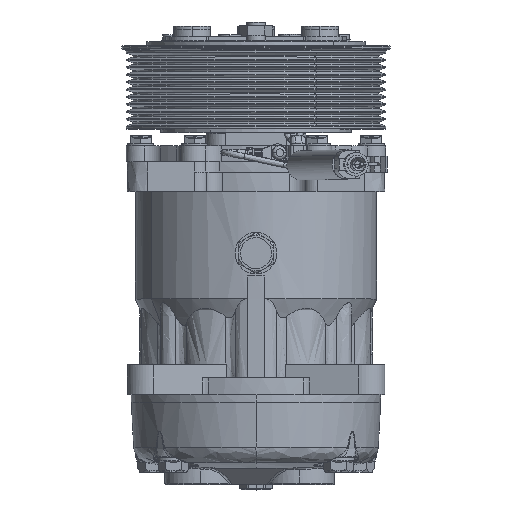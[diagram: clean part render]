
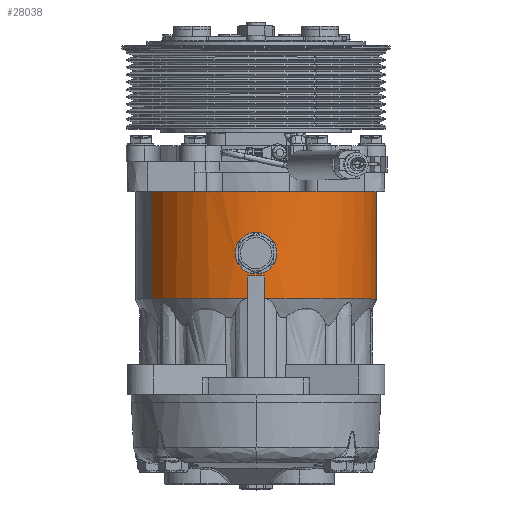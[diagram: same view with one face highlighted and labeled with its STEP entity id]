
A CAD part, top view. The second image highlights one B-rep face of the part: STEP entity #28038.
In plain terms, the highlighted cylindrical face has radius 58 mm (diameter 116 mm), a partial arc.
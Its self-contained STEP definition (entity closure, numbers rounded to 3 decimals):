
#23466=CARTESIAN_POINT('Vertex',(55.649,-60.85,-16.345)) ;
#23470=CARTESIAN_POINT('Control Point',(55.649,-60.85,-16.345)) ;
#23471=CARTESIAN_POINT('Control Point',(54.872,-60.85,-18.993)) ;
#23472=CARTESIAN_POINT('Control Point',(53.936,-60.85,-21.595)) ;
#23473=CARTESIAN_POINT('Control Point',(52.847,-60.85,-24.138)) ;
#23474=CARTESIAN_POINT('Control Point',(51.609,-60.85,-26.61)) ;
#23475=CARTESIAN_POINT('Control Point',(50.229,-60.85,-29.)) ;
#23476=CARTESIAN_POINT('Vertex',(50.229,-60.85,-29.)) ;
#23732=CARTESIAN_POINT('Axis2P3D Location',(0.,-46.5,0.)) ;
#23737=CARTESIAN_POINT('Axis2P3D Location',(0.,-60.85,0.)) ;
#23741=CARTESIAN_POINT('Vertex',(55.649,-60.85,16.345)) ;
#23885=CARTESIAN_POINT('Vertex',(16.345,-60.85,55.649)) ;
#23889=CARTESIAN_POINT('Control Point',(55.649,-60.85,16.345)) ;
#23890=CARTESIAN_POINT('Control Point',(54.072,-60.85,21.714)) ;
#23891=CARTESIAN_POINT('Control Point',(51.847,-60.85,26.894)) ;
#23892=CARTESIAN_POINT('Control Point',(49.005,-60.85,31.779)) ;
#23893=CARTESIAN_POINT('Control Point',(42.2,-60.85,40.767)) ;
#23894=CARTESIAN_POINT('Control Point',(33.452,-60.85,47.879)) ;
#23895=CARTESIAN_POINT('Control Point',(28.668,-60.85,50.888)) ;
#23896=CARTESIAN_POINT('Control Point',(23.204,-60.85,53.462)) ;
#23897=CARTESIAN_POINT('Control Point',(17.495,-60.85,55.301)) ;
#23898=CARTESIAN_POINT('Control Point',(17.113,-60.85,55.42)) ;
#23899=CARTESIAN_POINT('Control Point',(16.729,-60.85,55.536)) ;
#23900=CARTESIAN_POINT('Control Point',(16.345,-60.85,55.649)) ;
#24486=CARTESIAN_POINT('Axis2P3D Location',(0.,-60.85,0.)) ;
#24490=CARTESIAN_POINT('Vertex',(-16.345,-60.85,55.649)) ;
#25000=CARTESIAN_POINT('Vertex',(-50.229,-60.85,29.)) ;
#25004=CARTESIAN_POINT('Control Point',(-50.229,-60.85,29.)) ;
#25005=CARTESIAN_POINT('Control Point',(-47.431,-60.85,33.847)) ;
#25006=CARTESIAN_POINT('Control Point',(-44.049,-60.85,38.356)) ;
#25007=CARTESIAN_POINT('Control Point',(-40.135,-60.85,42.433)) ;
#25008=CARTESIAN_POINT('Control Point',(-33.244,-60.85,48.061)) ;
#25009=CARTESIAN_POINT('Control Point',(-25.452,-60.85,52.268)) ;
#25010=CARTESIAN_POINT('Control Point',(-22.493,-60.85,53.608)) ;
#25011=CARTESIAN_POINT('Control Point',(-19.451,-60.85,54.737)) ;
#25012=CARTESIAN_POINT('Control Point',(-16.345,-60.85,55.649)) ;
#27916=CARTESIAN_POINT('Line Origine',(-50.229,-46.5,29.)) ;
#27920=CARTESIAN_POINT('Vertex',(-50.229,-112.5,29.)) ;
#27923=CARTESIAN_POINT('Line Origine',(50.229,-46.5,-29.)) ;
#27927=CARTESIAN_POINT('Vertex',(50.229,-112.5,-29.)) ;
#27947=CARTESIAN_POINT('Axis2P3D Location',(0.,-112.5,0.)) ;
#27951=CARTESIAN_POINT('Vertex',(-4.316,-112.5,57.839)) ;
#27954=CARTESIAN_POINT('Line Origine',(-4.316,-46.5,57.839)) ;
#27958=CARTESIAN_POINT('Vertex',(-4.316,-101.5,57.839)) ;
#27961=CARTESIAN_POINT('Axis2P3D Location',(0.,-101.5,0.)) ;
#27965=CARTESIAN_POINT('Vertex',(2.161,-101.5,57.96)) ;
#27968=CARTESIAN_POINT('Axis2P3D Location',(0.,-101.5,0.)) ;
#27972=CARTESIAN_POINT('Vertex',(4.316,-101.5,57.839)) ;
#27975=CARTESIAN_POINT('Line Origine',(4.316,-46.5,57.839)) ;
#27979=CARTESIAN_POINT('Vertex',(4.316,-112.5,57.839)) ;
#27982=CARTESIAN_POINT('Axis2P3D Location',(0.,-112.5,0.)) ;
#28003=CARTESIAN_POINT('Control Point',(-10.,-90.5,57.131)) ;
#28004=CARTESIAN_POINT('Control Point',(-10.,-87.715,57.131)) ;
#28005=CARTESIAN_POINT('Control Point',(-9.03,-84.93,57.301)) ;
#28006=CARTESIAN_POINT('Control Point',(-7.099,-82.619,57.646)) ;
#28007=CARTESIAN_POINT('Control Point',(-2.838,-80.199,58.047)) ;
#28008=CARTESIAN_POINT('Control Point',(1.92,-80.417,58.016)) ;
#28009=CARTESIAN_POINT('Control Point',(3.765,-80.954,57.916)) ;
#28010=CARTESIAN_POINT('Control Point',(6.886,-82.729,57.626)) ;
#28011=CARTESIAN_POINT('Control Point',(8.97,-85.627,57.312)) ;
#28012=CARTESIAN_POINT('Control Point',(9.657,-87.185,57.192)) ;
#28013=CARTESIAN_POINT('Control Point',(10.,-88.843,57.131)) ;
#28014=CARTESIAN_POINT('Control Point',(10.,-90.5,57.131)) ;
#28015=CARTESIAN_POINT('Vertex',(-10.,-90.5,57.131)) ;
#28017=CARTESIAN_POINT('Vertex',(10.,-90.5,57.131)) ;
#28021=CARTESIAN_POINT('Control Point',(10.,-90.5,57.131)) ;
#28022=CARTESIAN_POINT('Control Point',(10.,-93.285,57.131)) ;
#28023=CARTESIAN_POINT('Control Point',(9.03,-96.07,57.301)) ;
#28024=CARTESIAN_POINT('Control Point',(7.099,-98.381,57.646)) ;
#28025=CARTESIAN_POINT('Control Point',(2.838,-100.801,58.047)) ;
#28026=CARTESIAN_POINT('Control Point',(-1.92,-100.583,58.016)) ;
#28027=CARTESIAN_POINT('Control Point',(-3.765,-100.046,57.916)) ;
#28028=CARTESIAN_POINT('Control Point',(-6.886,-98.271,57.626)) ;
#28029=CARTESIAN_POINT('Control Point',(-8.97,-95.373,57.312)) ;
#28030=CARTESIAN_POINT('Control Point',(-9.657,-93.815,57.192)) ;
#28031=CARTESIAN_POINT('Control Point',(-10.,-92.157,57.131)) ;
#28032=CARTESIAN_POINT('Control Point',(-10.,-90.5,57.131)) ;
#23733=DIRECTION('Axis2P3D Direction',(0.,-1.,0.)) ;
#23734=DIRECTION('Axis2P3D XDirection',(0.866,0.,-0.5)) ;
#23738=DIRECTION('Axis2P3D Direction',(0.,-1.,0.)) ;
#24487=DIRECTION('Axis2P3D Direction',(0.,-1.,0.)) ;
#27917=DIRECTION('Vector Direction',(0.,-1.,0.)) ;
#27924=DIRECTION('Vector Direction',(0.,-1.,0.)) ;
#27948=DIRECTION('Axis2P3D Direction',(0.,-1.,0.)) ;
#27955=DIRECTION('Vector Direction',(0.,-1.,0.)) ;
#27962=DIRECTION('Axis2P3D Direction',(0.,-1.,0.)) ;
#27969=DIRECTION('Axis2P3D Direction',(0.,-1.,0.)) ;
#27976=DIRECTION('Vector Direction',(0.,-1.,0.)) ;
#27983=DIRECTION('Axis2P3D Direction',(0.,-1.,0.)) ;
#23735=AXIS2_PLACEMENT_3D('Cylinder Axis2P3D',#23732,#23733,#23734) ;
#23739=AXIS2_PLACEMENT_3D('Circle Axis2P3D',#23737,#23738,$) ;
#24488=AXIS2_PLACEMENT_3D('Circle Axis2P3D',#24486,#24487,$) ;
#27949=AXIS2_PLACEMENT_3D('Circle Axis2P3D',#27947,#27948,$) ;
#27963=AXIS2_PLACEMENT_3D('Circle Axis2P3D',#27961,#27962,$) ;
#27970=AXIS2_PLACEMENT_3D('Circle Axis2P3D',#27968,#27969,$) ;
#27984=AXIS2_PLACEMENT_3D('Circle Axis2P3D',#27982,#27983,$) ;
#27988=ORIENTED_EDGE('',*,*,#27922,.T.) ;
#27989=ORIENTED_EDGE('',*,*,#27953,.F.) ;
#27990=ORIENTED_EDGE('',*,*,#27960,.F.) ;
#27991=ORIENTED_EDGE('',*,*,#27967,.F.) ;
#27992=ORIENTED_EDGE('',*,*,#27974,.F.) ;
#27993=ORIENTED_EDGE('',*,*,#27981,.T.) ;
#27994=ORIENTED_EDGE('',*,*,#27986,.F.) ;
#27995=ORIENTED_EDGE('',*,*,#27929,.F.) ;
#27996=ORIENTED_EDGE('',*,*,#23478,.F.) ;
#27997=ORIENTED_EDGE('',*,*,#23743,.F.) ;
#27998=ORIENTED_EDGE('',*,*,#23901,.F.) ;
#27999=ORIENTED_EDGE('',*,*,#24492,.F.) ;
#28000=ORIENTED_EDGE('',*,*,#25013,.F.) ;
#28035=ORIENTED_EDGE('',*,*,#28019,.T.) ;
#28036=ORIENTED_EDGE('',*,*,#28033,.T.) ;
#28037=FACE_BOUND('',#28034,.T.) ;
#27918=VECTOR('Line Direction',#27917,1.) ;
#27925=VECTOR('Line Direction',#27924,1.) ;
#27956=VECTOR('Line Direction',#27955,1.) ;
#27977=VECTOR('Line Direction',#27976,1.) ;
#28038=ADVANCED_FACE('',(#28001,#28037),#23736,.T.) ;
#23469=B_SPLINE_CURVE_WITH_KNOTS('',5,(#23470,#23471,#23472,#23473,#23474,#23475),.UNSPECIFIED.,.F.,.U.,(6,6),(0.,19.52),.UNSPECIFIED.) ;
#23888=B_SPLINE_CURVE_WITH_KNOTS('',5,(#23889,#23890,#23891,#23892,#23893,#23894,#23895,#23896,#23897,#23898,#23899,#23900),.UNSPECIFIED.,.F.,.U.,(6,3,3,6),(0.,39.572,79.145,81.978),.UNSPECIFIED.) ;
#25003=B_SPLINE_CURVE_WITH_KNOTS('',5,(#25004,#25005,#25006,#25007,#25008,#25009,#25010,#25011,#25012),.UNSPECIFIED.,.F.,.U.,(6,3,6),(0.,39.668,62.614),.UNSPECIFIED.) ;
#28002=B_SPLINE_CURVE_WITH_KNOTS('',5,(#28003,#28004,#28005,#28006,#28007,#28008,#28009,#28010,#28011,#28012,#28013,#28014),.UNSPECIFIED.,.F.,.U.,(6,3,3,6),(0.,19.822,33.009,44.805),.UNSPECIFIED.) ;
#28020=B_SPLINE_CURVE_WITH_KNOTS('',5,(#28021,#28022,#28023,#28024,#28025,#28026,#28027,#28028,#28029,#28030,#28031,#28032),.UNSPECIFIED.,.F.,.U.,(6,3,3,6),(0.,19.822,33.009,44.805),.UNSPECIFIED.) ;
#23740=CIRCLE('generated circle',#23739,58.) ;
#24489=CIRCLE('generated circle',#24488,58.) ;
#27950=CIRCLE('generated circle',#27949,58.) ;
#27964=CIRCLE('generated circle',#27963,58.) ;
#27971=CIRCLE('generated circle',#27970,58.) ;
#27985=CIRCLE('generated circle',#27984,58.) ;
#23736=CYLINDRICAL_SURFACE('generated cylinder',#23735,58.) ;
#23478=EDGE_CURVE('',#23467,#23477,#23469,.T.) ;
#23743=EDGE_CURVE('',#23742,#23467,#23740,.F.) ;
#23901=EDGE_CURVE('',#23886,#23742,#23888,.F.) ;
#24492=EDGE_CURVE('',#24491,#23886,#24489,.F.) ;
#25013=EDGE_CURVE('',#25001,#24491,#25003,.T.) ;
#27922=EDGE_CURVE('',#25001,#27921,#27919,.T.) ;
#27929=EDGE_CURVE('',#23477,#27928,#27926,.T.) ;
#27953=EDGE_CURVE('',#27952,#27921,#27950,.T.) ;
#27960=EDGE_CURVE('',#27959,#27952,#27957,.T.) ;
#27967=EDGE_CURVE('',#27966,#27959,#27964,.T.) ;
#27974=EDGE_CURVE('',#27973,#27966,#27971,.T.) ;
#27981=EDGE_CURVE('',#27973,#27980,#27978,.T.) ;
#27986=EDGE_CURVE('',#27928,#27980,#27985,.T.) ;
#28019=EDGE_CURVE('',#28016,#28018,#28002,.T.) ;
#28033=EDGE_CURVE('',#28018,#28016,#28020,.T.) ;
#27987=EDGE_LOOP('',(#27988,#27989,#27990,#27991,#27992,#27993,#27994,#27995,#27996,#27997,#27998,#27999,#28000)) ;
#28034=EDGE_LOOP('',(#28035,#28036)) ;
#28001=FACE_OUTER_BOUND('',#27987,.T.) ;
#27919=LINE('Line',#27916,#27918) ;
#27926=LINE('Line',#27923,#27925) ;
#27957=LINE('Line',#27954,#27956) ;
#27978=LINE('Line',#27975,#27977) ;
#23467=VERTEX_POINT('',#23466) ;
#23477=VERTEX_POINT('',#23476) ;
#23742=VERTEX_POINT('',#23741) ;
#23886=VERTEX_POINT('',#23885) ;
#24491=VERTEX_POINT('',#24490) ;
#25001=VERTEX_POINT('',#25000) ;
#27921=VERTEX_POINT('',#27920) ;
#27928=VERTEX_POINT('',#27927) ;
#27952=VERTEX_POINT('',#27951) ;
#27959=VERTEX_POINT('',#27958) ;
#27966=VERTEX_POINT('',#27965) ;
#27973=VERTEX_POINT('',#27972) ;
#27980=VERTEX_POINT('',#27979) ;
#28016=VERTEX_POINT('',#28015) ;
#28018=VERTEX_POINT('',#28017) ;
